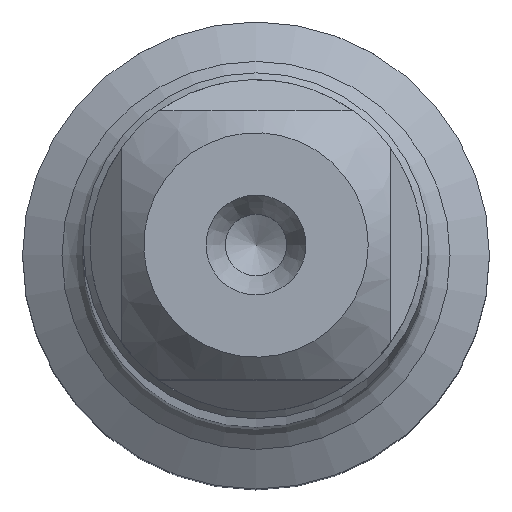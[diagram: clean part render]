
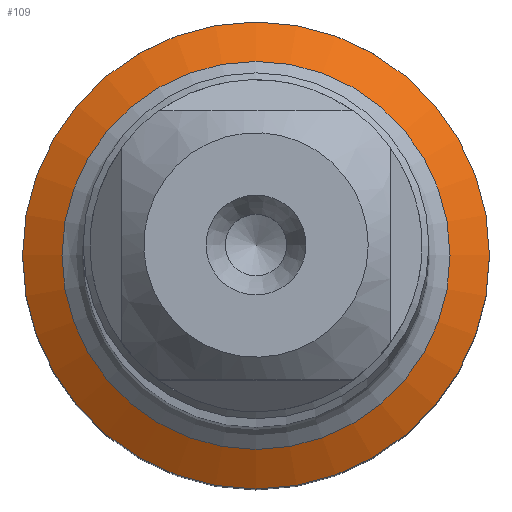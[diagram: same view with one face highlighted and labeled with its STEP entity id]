
A CAD part, top view. The second image highlights one B-rep face of the part: STEP entity #109.
In plain terms, the highlighted conical face has half-angle 60 degrees and reference radius 4.35 mm.
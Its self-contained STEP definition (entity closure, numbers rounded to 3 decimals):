
#97=CONICAL_SURFACE('',#477,4.35,60.);
#109=ADVANCED_FACE('',(#150,#151),#97,.T.);
#150=FACE_BOUND('',#188,.T.);
#151=FACE_BOUND('',#189,.T.);
#188=EDGE_LOOP('',(#256));
#189=EDGE_LOOP('',(#257));
#256=ORIENTED_EDGE('',*,*,#371,.T.);
#257=ORIENTED_EDGE('',*,*,#344,.F.);
#308=VERTEX_POINT('',#674);
#331=VERTEX_POINT('',#749);
#344=EDGE_CURVE('',#308,#308,#386,.T.);
#371=EDGE_CURVE('',#331,#331,#397,.T.);
#386=CIRCLE('',#456,6.076);
#397=CIRCLE('',#476,5.05);
#456=AXIS2_PLACEMENT_3D('',#673,#519,#520);
#476=AXIS2_PLACEMENT_3D('',#748,#567,#568);
#477=AXIS2_PLACEMENT_3D('',#750,#569,#570);
#519=DIRECTION('',(0.,0.,-1.));
#520=DIRECTION('',(-1.,0.,0.));
#567=DIRECTION('',(0.,0.,-1.));
#568=DIRECTION('',(-1.,0.,0.));
#569=DIRECTION('',(0.,0.,-1.));
#570=DIRECTION('',(-1.,0.,0.));
#673=CARTESIAN_POINT('',(0.,0.,-156.711));
#674=CARTESIAN_POINT('',(-6.076,0.,-156.711));
#748=CARTESIAN_POINT('',(0.,0.,-156.119));
#749=CARTESIAN_POINT('',(-5.05,0.,-156.119));
#750=CARTESIAN_POINT('',(0.,0.,-155.715));
